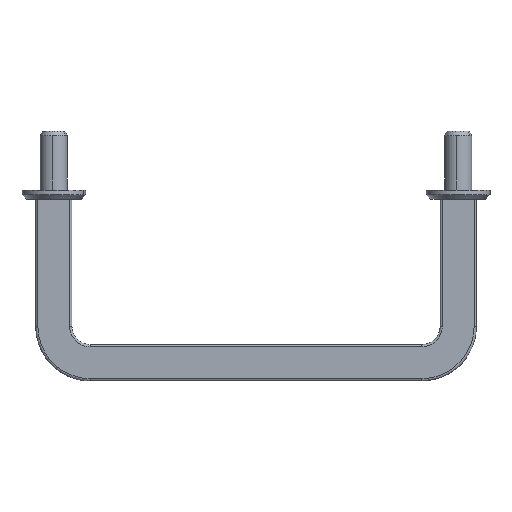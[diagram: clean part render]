
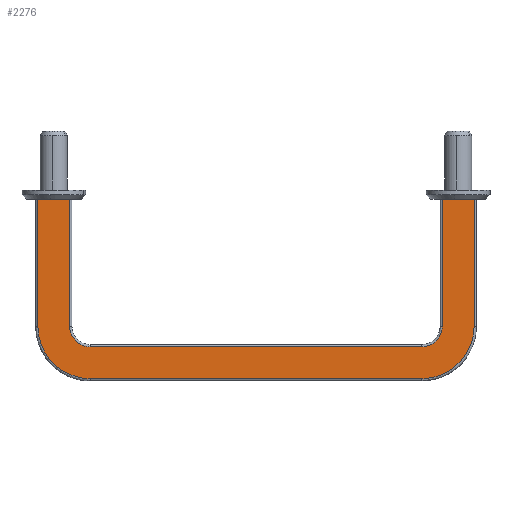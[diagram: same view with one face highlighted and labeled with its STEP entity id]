
A CAD part, top view. The second image highlights one B-rep face of the part: STEP entity #2276.
In plain terms, the highlighted free-form (B-spline) face has degree [1, 1] with [2, 2] control points.
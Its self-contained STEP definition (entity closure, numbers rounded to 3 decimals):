
#1095=CARTESIAN_POINT('',(48.0,4.,15.));
#1096=VERTEX_POINT('',#1095);
#1110=CARTESIAN_POINT('',(48.0,4.,43.));
#1111=VERTEX_POINT('',#1110);
#1112=CARTESIAN_POINT('',(48.0,4.,43.));
#1113=CARTESIAN_POINT('',(48.0,4.,15.));
#1114=QUASI_UNIFORM_CURVE('',1,(#1112,#1113),.UNSPECIFIED.,.F.,.U.);
#1115=EDGE_CURVE('',#1111,#1096,#1114,.T.);
#1147=CARTESIAN_POINT('',(41.0,4.,43.));
#1148=VERTEX_POINT('',#1147);
#1149=CARTESIAN_POINT('',(41.0,4.,15.));
#1150=VERTEX_POINT('',#1149);
#1151=CARTESIAN_POINT('',(41.0,4.,43.));
#1152=CARTESIAN_POINT('',(41.0,4.,15.));
#1153=QUASI_UNIFORM_CURVE('',1,(#1151,#1152),.UNSPECIFIED.,.F.,.U.);
#1154=EDGE_CURVE('',#1148,#1150,#1153,.T.);
#1404=CARTESIAN_POINT('',(36.5,4.,54.5));
#1405=VERTEX_POINT('',#1404);
#1406=CARTESIAN_POINT('',(36.5,4.,54.5));
#1407=CARTESIAN_POINT('',(41.263,4.,54.5));
#1408=CARTESIAN_POINT('',(44.632,4.,51.132));
#1409=CARTESIAN_POINT('',(48.,4.,47.763));
#1410=CARTESIAN_POINT('',(48.0,4.,43.));
#1418=(BOUNDED_CURVE()B_SPLINE_CURVE(2,(#1406,#1407,#1408,#1409,#1410),.UNSPECIFIED.,.F.,.U.)B_SPLINE_CURVE_WITH_KNOTS((3,2,3),(0.0,0.5,1.0),.UNSPECIFIED.)CURVE()GEOMETRIC_REPRESENTATION_ITEM()RATIONAL_B_SPLINE_CURVE((1.0,0.924,1.0,0.924,1.0))REPRESENTATION_ITEM(''));
#1419=EDGE_CURVE('',#1405,#1111,#1418,.T.);
#1454=CARTESIAN_POINT('',(36.5,4.,47.5));
#1455=VERTEX_POINT('',#1454);
#1456=CARTESIAN_POINT('',(36.5,4.,47.5));
#1457=CARTESIAN_POINT('',(38.364,4.,47.5));
#1458=CARTESIAN_POINT('',(39.682,4.,46.182));
#1459=CARTESIAN_POINT('',(41.,4.,44.864));
#1460=CARTESIAN_POINT('',(41.,4.,43.));
#1468=(BOUNDED_CURVE()B_SPLINE_CURVE(2,(#1456,#1457,#1458,#1459,#1460),.UNSPECIFIED.,.F.,.U.)B_SPLINE_CURVE_WITH_KNOTS((3,2,3),(0.0,0.5,1.0),.UNSPECIFIED.)CURVE()GEOMETRIC_REPRESENTATION_ITEM()RATIONAL_B_SPLINE_CURVE((1.0,0.924,1.0,0.924,1.0))REPRESENTATION_ITEM(''));
#1469=EDGE_CURVE('',#1455,#1148,#1468,.T.);
#1694=CARTESIAN_POINT('',(-36.5,4.,54.5));
#1695=VERTEX_POINT('',#1694);
#1696=CARTESIAN_POINT('',(-36.5,4.,54.5));
#1697=CARTESIAN_POINT('',(36.5,4.,54.5));
#1698=QUASI_UNIFORM_CURVE('',1,(#1696,#1697),.UNSPECIFIED.,.F.,.U.);
#1699=EDGE_CURVE('',#1695,#1405,#1698,.T.);
#1731=CARTESIAN_POINT('',(-36.5,4.,47.5));
#1732=VERTEX_POINT('',#1731);
#1733=CARTESIAN_POINT('',(-36.5,4.,47.5));
#1734=CARTESIAN_POINT('',(36.5,4.,47.5));
#1735=QUASI_UNIFORM_CURVE('',1,(#1733,#1734),.UNSPECIFIED.,.F.,.U.);
#1736=EDGE_CURVE('',#1732,#1455,#1735,.T.);
#1938=CARTESIAN_POINT('',(-48.0,4.,43.));
#1939=VERTEX_POINT('',#1938);
#1940=CARTESIAN_POINT('',(-48.0,4.,43.));
#1941=CARTESIAN_POINT('',(-48.,4.,47.763));
#1942=CARTESIAN_POINT('',(-44.632,4.,51.132));
#1943=CARTESIAN_POINT('',(-41.263,4.,54.5));
#1944=CARTESIAN_POINT('',(-36.5,4.,54.5));
#1952=(BOUNDED_CURVE()B_SPLINE_CURVE(2,(#1940,#1941,#1942,#1943,#1944),.UNSPECIFIED.,.F.,.U.)B_SPLINE_CURVE_WITH_KNOTS((3,2,3),(0.0,0.5,1.0),.UNSPECIFIED.)CURVE()GEOMETRIC_REPRESENTATION_ITEM()RATIONAL_B_SPLINE_CURVE((1.0,0.924,1.0,0.924,1.0))REPRESENTATION_ITEM(''));
#1953=EDGE_CURVE('',#1939,#1695,#1952,.T.);
#1988=CARTESIAN_POINT('',(-41.0,4.,43.));
#1989=VERTEX_POINT('',#1988);
#1990=CARTESIAN_POINT('',(-41.,4.,43.));
#1991=CARTESIAN_POINT('',(-41.,4.,47.5));
#1992=CARTESIAN_POINT('',(-36.5,4.,47.5));
#2000=(BOUNDED_CURVE()B_SPLINE_CURVE(2,(#1990,#1991,#1992),.UNSPECIFIED.,.F.,.U.)CURVE()GEOMETRIC_REPRESENTATION_ITEM()QUASI_UNIFORM_CURVE()RATIONAL_B_SPLINE_CURVE((1.0,0.707,1.0))REPRESENTATION_ITEM(''));
#2001=EDGE_CURVE('',#1989,#1732,#2000,.T.);
#2220=CARTESIAN_POINT('',(-48.0,4.,15.));
#2221=VERTEX_POINT('',#2220);
#2222=CARTESIAN_POINT('',(-48.0,4.,15.));
#2223=CARTESIAN_POINT('',(-48.0,4.,43.));
#2224=QUASI_UNIFORM_CURVE('',1,(#2222,#2223),.UNSPECIFIED.,.F.,.U.);
#2225=EDGE_CURVE('',#2221,#1939,#2224,.T.);
#2243=CARTESIAN_POINT('',(52.795,4.,13.027));
#2244=CARTESIAN_POINT('',(-52.795,4.,13.027));
#2245=CARTESIAN_POINT('',(52.795,4.,56.473));
#2246=CARTESIAN_POINT('',(-52.795,4.,56.473));
#2247=B_SPLINE_SURFACE_WITH_KNOTS('',1,1,((#2243,#2245),(#2244,#2246)),.UNSPECIFIED.,.F.,.F.,.U.,(2,2),(2,2),(0.0,105.59),(0.0,43.446),.UNSPECIFIED.);
#2248=ORIENTED_EDGE('',*,*,#2225,.T.);
#2249=ORIENTED_EDGE('',*,*,#1953,.T.);
#2250=ORIENTED_EDGE('',*,*,#1699,.T.);
#2251=ORIENTED_EDGE('',*,*,#1419,.T.);
#2252=ORIENTED_EDGE('',*,*,#1115,.T.);
#2253=CARTESIAN_POINT('',(41.0,4.,15.));
#2254=CARTESIAN_POINT('',(48.0,4.,15.));
#2255=QUASI_UNIFORM_CURVE('',1,(#2253,#2254),.UNSPECIFIED.,.F.,.U.);
#2256=EDGE_CURVE('',#1150,#1096,#2255,.T.);
#2257=ORIENTED_EDGE('',*,*,#2256,.F.);
#2258=ORIENTED_EDGE('',*,*,#1154,.F.);
#2259=ORIENTED_EDGE('',*,*,#1469,.F.);
#2260=ORIENTED_EDGE('',*,*,#1736,.F.);
#2261=ORIENTED_EDGE('',*,*,#2001,.F.);
#2262=CARTESIAN_POINT('',(-41.0,4.,15.));
#2263=VERTEX_POINT('',#2262);
#2264=CARTESIAN_POINT('',(-41.0,4.,15.));
#2265=CARTESIAN_POINT('',(-41.0,4.,43.));
#2266=QUASI_UNIFORM_CURVE('',1,(#2264,#2265),.UNSPECIFIED.,.F.,.U.);
#2267=EDGE_CURVE('',#2263,#1989,#2266,.T.);
#2268=ORIENTED_EDGE('',*,*,#2267,.F.);
#2269=CARTESIAN_POINT('',(-41.0,4.,15.));
#2270=CARTESIAN_POINT('',(-48.0,4.,15.));
#2271=QUASI_UNIFORM_CURVE('',1,(#2269,#2270),.UNSPECIFIED.,.F.,.U.);
#2272=EDGE_CURVE('',#2263,#2221,#2271,.T.);
#2273=ORIENTED_EDGE('',*,*,#2272,.T.);
#2274=EDGE_LOOP('',(#2248,#2249,#2250,#2251,#2252,#2257,#2258,#2259,#2260,#2261,#2268,#2273));
#2275=FACE_OUTER_BOUND('',#2274,.T.);
#2276=ADVANCED_FACE('',(#2275),#2247,.T.);
